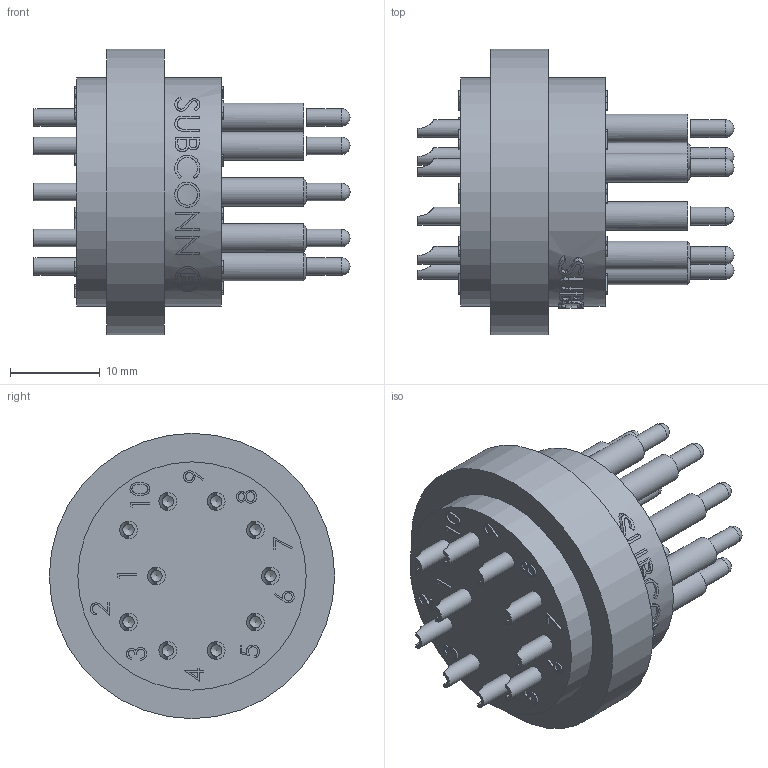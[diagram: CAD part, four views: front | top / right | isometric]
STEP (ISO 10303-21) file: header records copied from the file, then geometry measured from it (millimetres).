
FILE_DESCRIPTION(/* description */ (''),/* implementation_level */ '2;1');
FILE_NAME(/* name */ 'MCAT10M.stp',/* time_stamp */ '2023-03-14T14:29:28+01:00',/* author */ ('sh'),/* organization */ (''),/* preprocessor_version */ 'ST-DEVELOPER v19.2',/* originating_system */ 'Autodesk Inventor 2023',/* authorisation */ '');
FILE_SCHEMA (('AUTOMOTIVE_DESIGN { 1 0 10303 214 3 1 1 }'));
Length unit declared in the file: millimetre
Products named in the file (1): Part5
Bounding box: 35.18 x 31.75 x 31.75 mm (x, y, z)
Volume: 10930.7 mm3; surface area: 4632.2 mm2
Topology: 1 solids, 1 shells, 530 faces, 1377 edges, 921 vertices
Faces by surface type: plane 223, bspline 220, cylinder 67, cone 20
Full cylindrical faces by diameter (mm): 1.27 x10, 1.974 x20, 3.175 x10, 25.4 x2, 31.75 x1
Entity records: 29173 total; most frequent: CARTESIAN_POINT 16974, ORIENTED_EDGE 2730, DIRECTION 1730, EDGE_CURVE 1365, VERTEX_POINT 917, LINE 696, VECTOR 696, EDGE_LOOP 610
